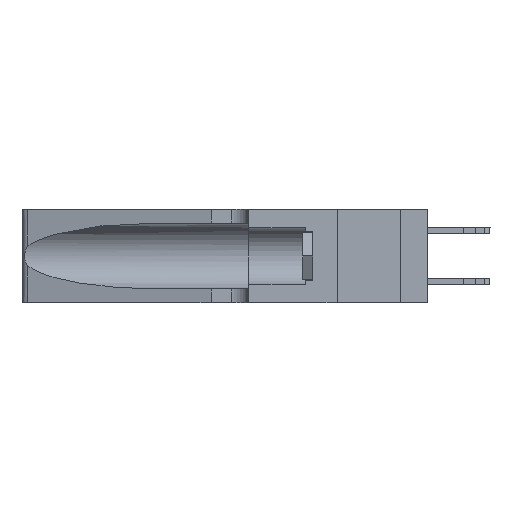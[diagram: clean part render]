
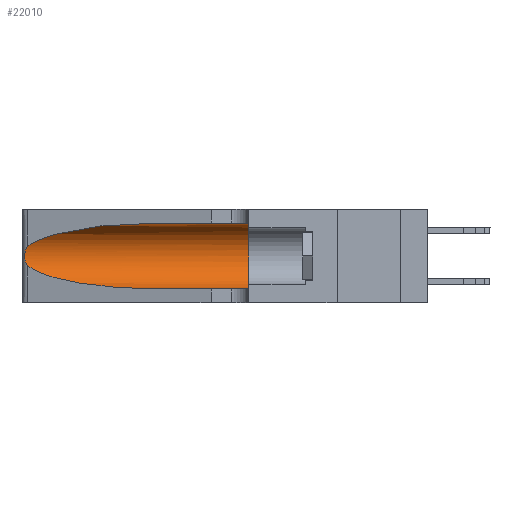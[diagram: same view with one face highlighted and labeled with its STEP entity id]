
A CAD part, left-side view. The second image highlights one B-rep face of the part: STEP entity #22010.
In plain terms, the highlighted cylindrical face has radius 3.308 mm (diameter 6.617 mm), a partial arc.
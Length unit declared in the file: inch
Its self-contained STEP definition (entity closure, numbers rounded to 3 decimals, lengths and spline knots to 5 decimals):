
#343 = DIRECTION ( 'NONE',  ( 0., 0., -1. ) ) ;
#1114 = CARTESIAN_POINT ( 'NONE',  ( 0.2373, 1.15595, 0.08982 ) ) ;
#2493 = CARTESIAN_POINT ( 'NONE',  ( 0.25487, 1.22718, 0.14631 ) ) ;
#3391 = ORIENTED_EDGE ( 'NONE', *, *, #26985, .T. ) ;
#3649 = VECTOR ( 'NONE', #14837, 39.37008 ) ;
#4254 = ORIENTED_EDGE ( 'NONE', *, *, #16070, .T. ) ;
#4576 = DIRECTION ( 'NONE',  ( 0., 1., 0. ) ) ;
#4845 = DIRECTION ( 'NONE',  ( 0., 0., 1. ) ) ;
#5002 = ORIENTED_EDGE ( 'NONE', *, *, #36248, .T. ) ;
#5553 = ORIENTED_EDGE ( 'NONE', *, *, #38220, .F. ) ;
#5575 = CARTESIAN_POINT ( 'NONE',  ( 0.1305, 1.61858, 0.31525 ) ) ;
#5717 = CARTESIAN_POINT ( 'NONE',  ( 0.1305, 0.72297, 0.31525 ) ) ;
#7177 = LINE ( 'NONE', #5575, #15770 ) ;
#7372 = CARTESIAN_POINT ( 'NONE',  ( 0.18966, 0.96281, 0.05475 ) ) ;
#7391 =( BOUNDED_CURVE ( )  B_SPLINE_CURVE ( 3, ( #19490, #1114, #7372, #31895 ),
 .UNSPECIFIED., .F., .F. ) 
 B_SPLINE_CURVE_WITH_KNOTS ( ( 4, 4 ),
 ( 3.44316, 4.71239 ),
 .UNSPECIFIED. ) 
 CURVE ( )  GEOMETRIC_REPRESENTATION_ITEM ( )  RATIONAL_B_SPLINE_CURVE ( ( 1., 0.87, 0.87, 1. ) ) 
 REPRESENTATION_ITEM ( '' )  );
#10343 = CARTESIAN_POINT ( 'NONE',  ( 0.1305, 0.72297, 0.31525 ) ) ;
#10556 = CARTESIAN_POINT ( 'NONE',  ( 0.1305, 0.72297, 0.05475 ) ) ;
#10877 = CARTESIAN_POINT ( 'NONE',  ( 0.1305, 0.35, 0.185 ) ) ;
#11967 = DIRECTION ( 'NONE',  ( 0., -1., 0. ) ) ;
#14837 = DIRECTION ( 'NONE',  ( 0., -1., 0. ) ) ;
#15770 = VECTOR ( 'NONE', #11967, 39.37008 ) ;
#16070 = EDGE_CURVE ( 'NONE', #37572, #16333, #31210, .T. ) ;
#16333 = VERTEX_POINT ( 'NONE', #2493 ) ;
#17854 = CARTESIAN_POINT ( 'NONE',  ( 0.25487, 1.22718, 0.22369 ) ) ;
#18902 = CARTESIAN_POINT ( 'NONE',  ( 0.25555, 1.22994, 0.2215 ) ) ;
#18944 = CARTESIAN_POINT ( 'NONE',  ( 0.1305, 0.35, 0.31525 ) ) ;
#19490 = CARTESIAN_POINT ( 'NONE',  ( 0.25487, 1.22718, 0.14631 ) ) ;
#19528 = VERTEX_POINT ( 'NONE', #10556 ) ;
#19990 = CARTESIAN_POINT ( 'NONE',  ( 0.25856, 1.23593, 0.16098 ) ) ;
#20423 = EDGE_LOOP ( 'NONE', ( #5002, #4254, #27262, #3391, #37797, #5553 ) ) ;
#20675 = CARTESIAN_POINT ( 'NONE',  ( 0.25487, 1.22718, 0.14631 ) ) ;
#22010 = ADVANCED_FACE ( 'NONE', ( #35701 ), #33777, .F. ) ;
#22145 = VERTEX_POINT ( 'NONE', #10343 ) ;
#22248 = EDGE_CURVE ( 'NONE', #36712, #38555, #23712, .T. ) ;
#22856 = CARTESIAN_POINT ( 'NONE',  ( 0.26075, 1.23896, 0.19203 ) ) ;
#23712 = CIRCLE ( 'NONE', #34494, 0.13025 ) ;
#26855 = CARTESIAN_POINT ( 'NONE',  ( 0.25639, 1.23184, 0.21858 ) ) ;
#26985 = EDGE_CURVE ( 'NONE', #19528, #38555, #36322, .T. ) ;
#26991 = CARTESIAN_POINT ( 'NONE',  ( 0.25787, 1.23484, 0.2124 ) ) ;
#27019 = CARTESIAN_POINT ( 'NONE',  ( 0.18966, 0.96281, 0.31525 ) ) ;
#27261 = CARTESIAN_POINT ( 'NONE',  ( 0.25854, 1.2359, 0.20912 ) ) ;
#27262 = ORIENTED_EDGE ( 'NONE', *, *, #39223, .T. ) ;
#27799 = DIRECTION ( 'NONE',  ( 0., -1., 0. ) ) ;
#29571 = CARTESIAN_POINT ( 'NONE',  ( 0.25789, 1.23486, 0.15765 ) ) ;
#30742 = CARTESIAN_POINT ( 'NONE',  ( 0.26018, 1.23835, 0.19895 ) ) ;
#31210 = B_SPLINE_CURVE_WITH_KNOTS ( 'NONE', 3,
 ( #31863, #18902, #26855, #26991, #27261, #30742, #22856, #35296, #37986, #19990, #29571, #35707, #35973, #20675 ),
 .UNSPECIFIED., .F., .F.,
 ( 4, 2, 2, 2, 2, 2, 4 ),
 ( 0., 0.00027, 0.00053, 0.00107, 0.0016, 0.00187, 0.00214 ),
 .UNSPECIFIED. ) ;
#31863 = CARTESIAN_POINT ( 'NONE',  ( 0.25487, 1.22718, 0.22369 ) ) ;
#31895 = CARTESIAN_POINT ( 'NONE',  ( 0.1305, 0.72297, 0.05475 ) ) ;
#31942 = CARTESIAN_POINT ( 'NONE',  ( 0.1305, 0.35, 0.05475 ) ) ;
#31958 = AXIS2_PLACEMENT_3D ( 'NONE', #37028, #27799, #343 ) ;
#33777 = CYLINDRICAL_SURFACE ( 'NONE', #31958, 0.13025 ) ;
#34494 = AXIS2_PLACEMENT_3D ( 'NONE', #10877, #4576, #4845 ) ;
#35296 = CARTESIAN_POINT ( 'NONE',  ( 0.26075, 1.23896, 0.178 ) ) ;
#35701 = FACE_OUTER_BOUND ( 'NONE', #20423, .T. ) ;
#35707 = CARTESIAN_POINT ( 'NONE',  ( 0.25639, 1.23186, 0.15144 ) ) ;
#35973 = CARTESIAN_POINT ( 'NONE',  ( 0.25555, 1.22993, 0.14849 ) ) ;
#36088 = CARTESIAN_POINT ( 'NONE',  ( 0.25487, 1.22718, 0.22369 ) ) ;
#36171 = CARTESIAN_POINT ( 'NONE',  ( 0.1305, 1.61858, 0.05475 ) ) ;
#36245 = CARTESIAN_POINT ( 'NONE',  ( 0.2373, 1.15595, 0.28018 ) ) ;
#36248 = EDGE_CURVE ( 'NONE', #22145, #37572, #37833, .T. ) ;
#36322 = LINE ( 'NONE', #36171, #3649 ) ;
#36712 = VERTEX_POINT ( 'NONE', #18944 ) ;
#37028 = CARTESIAN_POINT ( 'NONE',  ( 0.1305, 1.61858, 0.185 ) ) ;
#37572 = VERTEX_POINT ( 'NONE', #36088 ) ;
#37797 = ORIENTED_EDGE ( 'NONE', *, *, #22248, .F. ) ;
#37833 =( BOUNDED_CURVE ( )  B_SPLINE_CURVE ( 3, ( #5717, #27019, #36245, #17854 ),
 .UNSPECIFIED., .F., .T. ) 
 B_SPLINE_CURVE_WITH_KNOTS ( ( 4, 4 ),
 ( 1.5708, 2.84003 ),
 .UNSPECIFIED. ) 
 CURVE ( )  GEOMETRIC_REPRESENTATION_ITEM ( )  RATIONAL_B_SPLINE_CURVE ( ( 1., 0.87, 0.87, 1. ) ) 
 REPRESENTATION_ITEM ( '' )  );
#37986 = CARTESIAN_POINT ( 'NONE',  ( 0.26017, 1.23833, 0.17102 ) ) ;
#38220 = EDGE_CURVE ( 'NONE', #22145, #36712, #7177, .T. ) ;
#38555 = VERTEX_POINT ( 'NONE', #31942 ) ;
#39223 = EDGE_CURVE ( 'NONE', #16333, #19528, #7391, .T. ) ;
